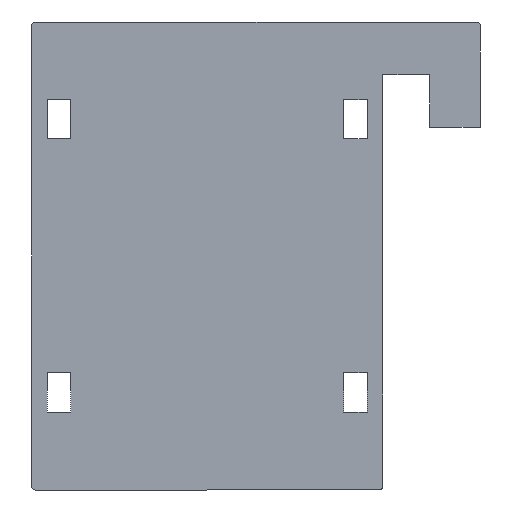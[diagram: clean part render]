
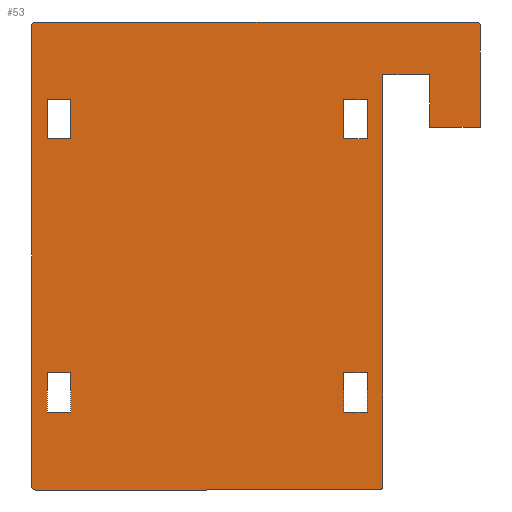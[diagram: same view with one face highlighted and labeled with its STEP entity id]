
A CAD part, front view. The second image highlights one B-rep face of the part: STEP entity #53.
In plain terms, the highlighted planar face has unit normal (0, -1, 0).
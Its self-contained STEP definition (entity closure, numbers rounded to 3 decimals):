
#53=ADVANCED_FACE('',(#83,#85,#87,#89,#91),#93,.F.);
#83=FACE_BOUND('',#84,.T.);
#84=EDGE_LOOP('',(#309,#310,#311,#312,#313,#314,#315,#316,#317,#318,#319,#320));
#85=FACE_BOUND('',#86,.T.);
#86=EDGE_LOOP('',(#321,#322,#323,#324));
#87=FACE_BOUND('',#88,.T.);
#88=EDGE_LOOP('',(#325,#326,#327,#328));
#89=FACE_BOUND('',#90,.T.);
#90=EDGE_LOOP('',(#329,#330,#331,#332));
#91=FACE_BOUND('',#92,.T.);
#92=EDGE_LOOP('',(#333,#334,#335,#336));
#93=PLANE('',#94);
#94=AXIS2_PLACEMENT_3D('',#95,#96,#97);
#95=CARTESIAN_POINT('',(0.,0.,0.));
#96=DIRECTION('',(0.,1.,0.));
#97=DIRECTION('',(-1.,0.,0.));
#309=ORIENTED_EDGE('',*,*,#477,.F.);
#310=ORIENTED_EDGE('',*,*,#478,.F.);
#311=ORIENTED_EDGE('',*,*,#479,.F.);
#312=ORIENTED_EDGE('',*,*,#480,.F.);
#313=ORIENTED_EDGE('',*,*,#481,.F.);
#314=ORIENTED_EDGE('',*,*,#482,.F.);
#315=ORIENTED_EDGE('',*,*,#483,.F.);
#316=ORIENTED_EDGE('',*,*,#484,.F.);
#317=ORIENTED_EDGE('',*,*,#485,.F.);
#318=ORIENTED_EDGE('',*,*,#486,.F.);
#319=ORIENTED_EDGE('',*,*,#487,.F.);
#320=ORIENTED_EDGE('',*,*,#488,.F.);
#321=ORIENTED_EDGE('',*,*,#489,.T.);
#322=ORIENTED_EDGE('',*,*,#490,.T.);
#323=ORIENTED_EDGE('',*,*,#491,.T.);
#324=ORIENTED_EDGE('',*,*,#492,.T.);
#325=ORIENTED_EDGE('',*,*,#493,.T.);
#326=ORIENTED_EDGE('',*,*,#494,.T.);
#327=ORIENTED_EDGE('',*,*,#495,.T.);
#328=ORIENTED_EDGE('',*,*,#496,.T.);
#329=ORIENTED_EDGE('',*,*,#497,.T.);
#330=ORIENTED_EDGE('',*,*,#498,.T.);
#331=ORIENTED_EDGE('',*,*,#499,.T.);
#332=ORIENTED_EDGE('',*,*,#500,.T.);
#333=ORIENTED_EDGE('',*,*,#501,.T.);
#334=ORIENTED_EDGE('',*,*,#502,.T.);
#335=ORIENTED_EDGE('',*,*,#503,.T.);
#336=ORIENTED_EDGE('',*,*,#504,.T.);
#477=EDGE_CURVE('',#561,#562,#563,.F.);
#478=EDGE_CURVE('',#564,#561,#565,.T.);
#479=EDGE_CURVE('',#566,#564,#567,.T.);
#480=EDGE_CURVE('',#568,#566,#569,.T.);
#481=EDGE_CURVE('',#570,#568,#571,.T.);
#482=EDGE_CURVE('',#572,#570,#573,.T.);
#483=EDGE_CURVE('',#574,#572,#575,.F.);
#484=EDGE_CURVE('',#576,#574,#577,.T.);
#485=EDGE_CURVE('',#578,#576,#579,.F.);
#486=EDGE_CURVE('',#580,#578,#581,.T.);
#487=EDGE_CURVE('',#582,#580,#583,.F.);
#488=EDGE_CURVE('',#562,#582,#584,.T.);
#489=EDGE_CURVE('',#585,#586,#587,.T.);
#490=EDGE_CURVE('',#586,#588,#589,.T.);
#491=EDGE_CURVE('',#588,#590,#591,.T.);
#492=EDGE_CURVE('',#590,#585,#592,.T.);
#493=EDGE_CURVE('',#593,#594,#595,.T.);
#494=EDGE_CURVE('',#594,#596,#597,.T.);
#495=EDGE_CURVE('',#596,#598,#599,.T.);
#496=EDGE_CURVE('',#598,#593,#600,.T.);
#497=EDGE_CURVE('',#601,#602,#603,.T.);
#498=EDGE_CURVE('',#602,#604,#605,.T.);
#499=EDGE_CURVE('',#604,#606,#607,.T.);
#500=EDGE_CURVE('',#606,#601,#608,.T.);
#501=EDGE_CURVE('',#609,#610,#611,.T.);
#502=EDGE_CURVE('',#610,#612,#613,.T.);
#503=EDGE_CURVE('',#612,#614,#615,.T.);
#504=EDGE_CURVE('',#614,#609,#616,.T.);
#561=VERTEX_POINT('',#701);
#562=VERTEX_POINT('',#702);
#563=CIRCLE('',#703,1.);
#564=VERTEX_POINT('',#707);
#565=LINE('',#708,#709);
#566=VERTEX_POINT('',#711);
#567=LINE('',#712,#713);
#568=VERTEX_POINT('',#715);
#569=LINE('',#716,#717);
#570=VERTEX_POINT('',#719);
#571=LINE('',#720,#721);
#572=VERTEX_POINT('',#723);
#573=LINE('',#724,#725);
#574=VERTEX_POINT('',#727);
#575=CIRCLE('',#728,1.);
#576=VERTEX_POINT('',#732);
#577=LINE('',#733,#734);
#578=VERTEX_POINT('',#736);
#579=CIRCLE('',#737,1.);
#580=VERTEX_POINT('',#741);
#581=LINE('',#742,#743);
#582=VERTEX_POINT('',#745);
#583=CIRCLE('',#746,1.);
#584=LINE('',#750,#751);
#585=VERTEX_POINT('',#753);
#586=VERTEX_POINT('',#754);
#587=LINE('',#755,#756);
#588=VERTEX_POINT('',#758);
#589=LINE('',#759,#760);
#590=VERTEX_POINT('',#762);
#591=LINE('',#763,#764);
#592=LINE('',#766,#767);
#593=VERTEX_POINT('',#769);
#594=VERTEX_POINT('',#770);
#595=LINE('',#771,#772);
#596=VERTEX_POINT('',#774);
#597=LINE('',#775,#776);
#598=VERTEX_POINT('',#778);
#599=LINE('',#779,#780);
#600=LINE('',#782,#783);
#601=VERTEX_POINT('',#785);
#602=VERTEX_POINT('',#786);
#603=LINE('',#787,#788);
#604=VERTEX_POINT('',#790);
#605=LINE('',#791,#792);
#606=VERTEX_POINT('',#794);
#607=LINE('',#795,#796);
#608=LINE('',#798,#799);
#609=VERTEX_POINT('',#801);
#610=VERTEX_POINT('',#802);
#611=LINE('',#803,#804);
#612=VERTEX_POINT('',#806);
#613=LINE('',#807,#808);
#614=VERTEX_POINT('',#810);
#615=LINE('',#811,#812);
#616=LINE('',#814,#815);
#701=CARTESIAN_POINT('',(0.,0.,1.));
#702=CARTESIAN_POINT('',(-1.,0.,0.));
#703=AXIS2_PLACEMENT_3D('',#704,#705,#706);
#704=CARTESIAN_POINT('',(-1.,0.,1.));
#705=DIRECTION('',(0.,-1.,0.));
#706=DIRECTION('',(0.,0.,-1.));
#707=CARTESIAN_POINT('',(0.,0.,106.5));
#708=CARTESIAN_POINT('',(0.,0.,106.5));
#709=VECTOR('',#710,1.);
#710=DIRECTION('',(0.,0.,-1.));
#711=CARTESIAN_POINT('',(12.,0.,106.5));
#712=CARTESIAN_POINT('',(12.,0.,106.5));
#713=VECTOR('',#714,1.);
#714=DIRECTION('',(-1.,0.,0.));
#715=CARTESIAN_POINT('',(12.,0.,93.));
#716=CARTESIAN_POINT('',(12.,0.,93.));
#717=VECTOR('',#718,1.);
#718=DIRECTION('',(0.,0.,1.));
#719=CARTESIAN_POINT('',(25.,0.,93.));
#720=CARTESIAN_POINT('',(25.,0.,93.));
#721=VECTOR('',#722,1.);
#722=DIRECTION('',(-1.,0.,0.));
#723=CARTESIAN_POINT('',(25.,0.,119.));
#724=CARTESIAN_POINT('',(25.,0.,119.));
#725=VECTOR('',#726,1.);
#726=DIRECTION('',(0.,0.,-1.));
#727=CARTESIAN_POINT('',(24.,0.,120.));
#728=AXIS2_PLACEMENT_3D('',#729,#730,#731);
#729=CARTESIAN_POINT('',(24.,0.,119.));
#730=DIRECTION('',(0.,-1.,0.));
#731=DIRECTION('',(1.,0.,0.));
#732=CARTESIAN_POINT('',(-89.,0.,120.));
#733=CARTESIAN_POINT('',(-89.,0.,120.));
#734=VECTOR('',#735,1.);
#735=DIRECTION('',(1.,0.,0.));
#736=CARTESIAN_POINT('',(-90.,0.,119.));
#737=AXIS2_PLACEMENT_3D('',#738,#739,#740);
#738=CARTESIAN_POINT('',(-89.,0.,119.));
#739=DIRECTION('',(0.,-1.,0.));
#740=DIRECTION('',(0.,0.,1.));
#741=CARTESIAN_POINT('',(-90.,0.,1.));
#742=CARTESIAN_POINT('',(-90.,0.,1.));
#743=VECTOR('',#744,1.);
#744=DIRECTION('',(0.,0.,1.));
#745=CARTESIAN_POINT('',(-89.,0.,0.));
#746=AXIS2_PLACEMENT_3D('',#747,#748,#749);
#747=CARTESIAN_POINT('',(-89.,0.,1.));
#748=DIRECTION('',(0.,-1.,0.));
#749=DIRECTION('',(-1.,0.,0.));
#750=CARTESIAN_POINT('',(-1.,0.,0.));
#751=VECTOR('',#752,1.);
#752=DIRECTION('',(-1.,0.,0.));
#753=CARTESIAN_POINT('',(-10.,0.,100.));
#754=CARTESIAN_POINT('',(-4.,0.,100.));
#755=CARTESIAN_POINT('',(-10.,0.,100.));
#756=VECTOR('',#757,1.);
#757=DIRECTION('',(1.,0.,0.));
#758=CARTESIAN_POINT('',(-4.,0.,90.));
#759=CARTESIAN_POINT('',(-4.,0.,100.));
#760=VECTOR('',#761,1.);
#761=DIRECTION('',(0.,0.,-1.));
#762=CARTESIAN_POINT('',(-10.,0.,90.));
#763=CARTESIAN_POINT('',(-4.,0.,90.));
#764=VECTOR('',#765,1.);
#765=DIRECTION('',(-1.,0.,0.));
#766=CARTESIAN_POINT('',(-10.,0.,90.));
#767=VECTOR('',#768,1.);
#768=DIRECTION('',(0.,0.,1.));
#769=CARTESIAN_POINT('',(-10.,0.,30.));
#770=CARTESIAN_POINT('',(-4.,0.,30.));
#771=CARTESIAN_POINT('',(-10.,0.,30.));
#772=VECTOR('',#773,1.);
#773=DIRECTION('',(1.,0.,0.));
#774=CARTESIAN_POINT('',(-4.,0.,20.));
#775=CARTESIAN_POINT('',(-4.,0.,30.));
#776=VECTOR('',#777,1.);
#777=DIRECTION('',(0.,0.,-1.));
#778=CARTESIAN_POINT('',(-10.,0.,20.));
#779=CARTESIAN_POINT('',(-4.,0.,20.));
#780=VECTOR('',#781,1.);
#781=DIRECTION('',(-1.,0.,0.));
#782=CARTESIAN_POINT('',(-10.,0.,20.));
#783=VECTOR('',#784,1.);
#784=DIRECTION('',(0.,0.,1.));
#785=CARTESIAN_POINT('',(-86.,0.,100.));
#786=CARTESIAN_POINT('',(-80.,0.,100.));
#787=CARTESIAN_POINT('',(-86.,0.,100.));
#788=VECTOR('',#789,1.);
#789=DIRECTION('',(1.,0.,0.));
#790=CARTESIAN_POINT('',(-80.,0.,90.));
#791=CARTESIAN_POINT('',(-80.,0.,100.));
#792=VECTOR('',#793,1.);
#793=DIRECTION('',(0.,0.,-1.));
#794=CARTESIAN_POINT('',(-86.,0.,90.));
#795=CARTESIAN_POINT('',(-80.,0.,90.));
#796=VECTOR('',#797,1.);
#797=DIRECTION('',(-1.,0.,0.));
#798=CARTESIAN_POINT('',(-86.,0.,90.));
#799=VECTOR('',#800,1.);
#800=DIRECTION('',(0.,0.,1.));
#801=CARTESIAN_POINT('',(-86.,0.,30.));
#802=CARTESIAN_POINT('',(-80.,0.,30.));
#803=CARTESIAN_POINT('',(-86.,0.,30.));
#804=VECTOR('',#805,1.);
#805=DIRECTION('',(1.,0.,0.));
#806=CARTESIAN_POINT('',(-80.,0.,20.));
#807=CARTESIAN_POINT('',(-80.,0.,30.));
#808=VECTOR('',#809,1.);
#809=DIRECTION('',(0.,0.,-1.));
#810=CARTESIAN_POINT('',(-86.,0.,20.));
#811=CARTESIAN_POINT('',(-80.,0.,20.));
#812=VECTOR('',#813,1.);
#813=DIRECTION('',(-1.,0.,0.));
#814=CARTESIAN_POINT('',(-86.,0.,20.));
#815=VECTOR('',#816,1.);
#816=DIRECTION('',(0.,0.,1.));
